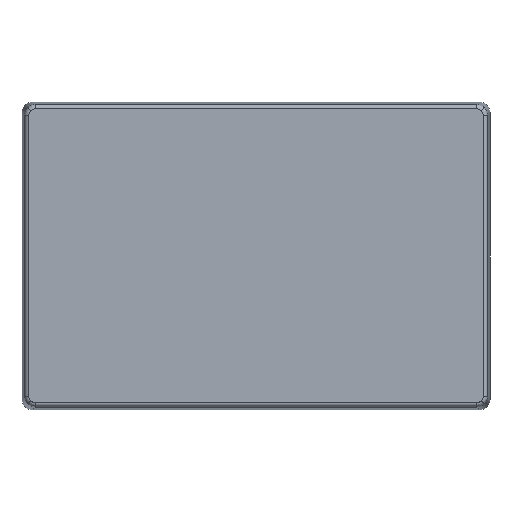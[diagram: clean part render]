
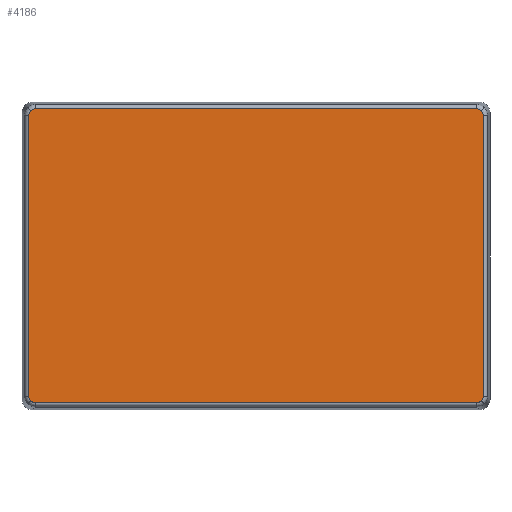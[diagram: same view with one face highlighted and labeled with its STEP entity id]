
A CAD part, top view. The second image highlights one B-rep face of the part: STEP entity #4186.
In plain terms, the highlighted planar face has unit normal (0, 0, 1).
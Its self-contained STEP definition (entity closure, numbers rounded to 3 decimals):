
#414 = VERTEX_POINT('',#415);
#415 = CARTESIAN_POINT('',(-106.838,68.838,51.));
#422 = EDGE_CURVE('',#423,#414,#425,.T.);
#423 = VERTEX_POINT('',#424);
#424 = CARTESIAN_POINT('',(-104.717,69.716,51.));
#425 = B_SPLINE_CURVE_WITH_KNOTS('',3,(#426,#427,#428,#429,#430,#431,
    #432),.UNSPECIFIED.,.F.,.F.,(4,3,4),(5.498,6.268,
    6.283),.UNSPECIFIED.);
#426 = CARTESIAN_POINT('',(-104.717,69.716,51.));
#427 = CARTESIAN_POINT('',(-105.467,69.716,51.));
#428 = CARTESIAN_POINT('',(-106.266,69.393,51.));
#429 = CARTESIAN_POINT('',(-106.806,68.87,51.));
#430 = CARTESIAN_POINT('',(-106.817,68.859,51.));
#431 = CARTESIAN_POINT('',(-106.827,68.849,51.));
#432 = CARTESIAN_POINT('',(-106.838,68.838,51.));
#508 = VERTEX_POINT('',#509);
#509 = CARTESIAN_POINT('',(-106.838,-68.838,51.));
#516 = EDGE_CURVE('',#517,#508,#519,.T.);
#517 = VERTEX_POINT('',#518);
#518 = CARTESIAN_POINT('',(-107.716,-66.717,51.));
#519 = B_SPLINE_CURVE_WITH_KNOTS('',3,(#520,#521,#522,#523,#524,#525,
    #526),.UNSPECIFIED.,.F.,.F.,(4,3,4),(5.498,6.268,
    6.283),.UNSPECIFIED.);
#520 = CARTESIAN_POINT('',(-107.716,-66.717,51.));
#521 = CARTESIAN_POINT('',(-107.716,-67.467,51.));
#522 = CARTESIAN_POINT('',(-107.393,-68.266,51.));
#523 = CARTESIAN_POINT('',(-106.87,-68.806,51.));
#524 = CARTESIAN_POINT('',(-106.859,-68.817,51.));
#525 = CARTESIAN_POINT('',(-106.849,-68.827,51.));
#526 = CARTESIAN_POINT('',(-106.838,-68.838,51.));
#602 = VERTEX_POINT('',#603);
#603 = CARTESIAN_POINT('',(106.838,68.838,51.));
#610 = EDGE_CURVE('',#611,#602,#613,.T.);
#611 = VERTEX_POINT('',#612);
#612 = CARTESIAN_POINT('',(107.716,66.717,51.));
#613 = B_SPLINE_CURVE_WITH_KNOTS('',3,(#614,#615,#616,#617,#618,#619,
    #620),.UNSPECIFIED.,.F.,.F.,(4,3,4),(5.498,6.268,
    6.283),.UNSPECIFIED.);
#614 = CARTESIAN_POINT('',(107.716,66.717,51.));
#615 = CARTESIAN_POINT('',(107.716,67.467,51.));
#616 = CARTESIAN_POINT('',(107.393,68.266,51.));
#617 = CARTESIAN_POINT('',(106.87,68.806,51.));
#618 = CARTESIAN_POINT('',(106.859,68.817,51.));
#619 = CARTESIAN_POINT('',(106.849,68.827,51.));
#620 = CARTESIAN_POINT('',(106.838,68.838,51.));
#696 = VERTEX_POINT('',#697);
#697 = CARTESIAN_POINT('',(106.838,-68.838,51.));
#704 = EDGE_CURVE('',#705,#696,#707,.T.);
#705 = VERTEX_POINT('',#706);
#706 = CARTESIAN_POINT('',(104.717,-69.716,51.));
#707 = B_SPLINE_CURVE_WITH_KNOTS('',3,(#708,#709,#710,#711,#712,#713,
    #714),.UNSPECIFIED.,.F.,.F.,(4,3,4),(5.498,6.268,
    6.283),.UNSPECIFIED.);
#708 = CARTESIAN_POINT('',(104.717,-69.716,51.));
#709 = CARTESIAN_POINT('',(105.467,-69.716,51.));
#710 = CARTESIAN_POINT('',(106.266,-69.393,51.));
#711 = CARTESIAN_POINT('',(106.806,-68.87,51.));
#712 = CARTESIAN_POINT('',(106.817,-68.859,51.));
#713 = CARTESIAN_POINT('',(106.827,-68.849,51.));
#714 = CARTESIAN_POINT('',(106.838,-68.838,51.));
#4186 = ADVANCED_FACE('',(#4187),#4265,.T.);
#4187 = FACE_BOUND('',#4188,.T.);
#4188 = EDGE_LOOP('',(#4189,#4197,#4198,#4210,#4216,#4217,#4229,#4235,
    #4236,#4248,#4254,#4255));
#4189 = ORIENTED_EDGE('',*,*,#4190,.T.);
#4190 = EDGE_CURVE('',#4191,#423,#4193,.T.);
#4191 = VERTEX_POINT('',#4192);
#4192 = CARTESIAN_POINT('',(104.717,69.716,51.));
#4193 = LINE('',#4194,#4195);
#4194 = CARTESIAN_POINT('',(104.717,69.716,51.));
#4195 = VECTOR('',#4196,1.);
#4196 = DIRECTION('',(-1.,0.,0.));
#4197 = ORIENTED_EDGE('',*,*,#422,.T.);
#4198 = ORIENTED_EDGE('',*,*,#4199,.T.);
#4199 = EDGE_CURVE('',#414,#4200,#4202,.T.);
#4200 = VERTEX_POINT('',#4201);
#4201 = CARTESIAN_POINT('',(-107.716,66.717,51.));
#4202 = B_SPLINE_CURVE_WITH_KNOTS('',3,(#4203,#4204,#4205,#4206,#4207,
    #4208,#4209),.UNSPECIFIED.,.F.,.F.,(4,3,4),(0.,0.769,
    0.785),.UNSPECIFIED.);
#4203 = CARTESIAN_POINT('',(-106.838,68.838,51.));
#4204 = CARTESIAN_POINT('',(-107.368,68.308,51.));
#4205 = CARTESIAN_POINT('',(-107.704,67.516,51.));
#4206 = CARTESIAN_POINT('',(-107.716,66.764,51.));
#4207 = CARTESIAN_POINT('',(-107.716,66.748,51.));
#4208 = CARTESIAN_POINT('',(-107.716,66.733,51.));
#4209 = CARTESIAN_POINT('',(-107.716,66.717,51.));
#4210 = ORIENTED_EDGE('',*,*,#4211,.T.);
#4211 = EDGE_CURVE('',#4200,#517,#4212,.T.);
#4212 = LINE('',#4213,#4214);
#4213 = CARTESIAN_POINT('',(-107.716,66.717,51.));
#4214 = VECTOR('',#4215,1.);
#4215 = DIRECTION('',(0.,-1.,0.));
#4216 = ORIENTED_EDGE('',*,*,#516,.T.);
#4217 = ORIENTED_EDGE('',*,*,#4218,.T.);
#4218 = EDGE_CURVE('',#508,#4219,#4221,.T.);
#4219 = VERTEX_POINT('',#4220);
#4220 = CARTESIAN_POINT('',(-104.717,-69.716,51.));
#4221 = B_SPLINE_CURVE_WITH_KNOTS('',3,(#4222,#4223,#4224,#4225,#4226,
    #4227,#4228),.UNSPECIFIED.,.F.,.F.,(4,3,4),(0.,0.769,
    0.785),.UNSPECIFIED.);
#4222 = CARTESIAN_POINT('',(-106.838,-68.838,51.));
#4223 = CARTESIAN_POINT('',(-106.308,-69.368,51.));
#4224 = CARTESIAN_POINT('',(-105.516,-69.704,51.));
#4225 = CARTESIAN_POINT('',(-104.764,-69.716,51.));
#4226 = CARTESIAN_POINT('',(-104.748,-69.716,51.));
#4227 = CARTESIAN_POINT('',(-104.733,-69.716,51.));
#4228 = CARTESIAN_POINT('',(-104.717,-69.716,51.));
#4229 = ORIENTED_EDGE('',*,*,#4230,.T.);
#4230 = EDGE_CURVE('',#4219,#705,#4231,.T.);
#4231 = LINE('',#4232,#4233);
#4232 = CARTESIAN_POINT('',(-104.717,-69.716,51.));
#4233 = VECTOR('',#4234,1.);
#4234 = DIRECTION('',(1.,0.,0.));
#4235 = ORIENTED_EDGE('',*,*,#704,.T.);
#4236 = ORIENTED_EDGE('',*,*,#4237,.T.);
#4237 = EDGE_CURVE('',#696,#4238,#4240,.T.);
#4238 = VERTEX_POINT('',#4239);
#4239 = CARTESIAN_POINT('',(107.716,-66.717,51.));
#4240 = B_SPLINE_CURVE_WITH_KNOTS('',3,(#4241,#4242,#4243,#4244,#4245,
    #4246,#4247),.UNSPECIFIED.,.F.,.F.,(4,3,4),(0.,0.769,
    0.785),.UNSPECIFIED.);
#4241 = CARTESIAN_POINT('',(106.838,-68.838,51.));
#4242 = CARTESIAN_POINT('',(107.368,-68.308,51.));
#4243 = CARTESIAN_POINT('',(107.704,-67.516,51.));
#4244 = CARTESIAN_POINT('',(107.716,-66.764,51.));
#4245 = CARTESIAN_POINT('',(107.716,-66.748,51.));
#4246 = CARTESIAN_POINT('',(107.716,-66.733,51.));
#4247 = CARTESIAN_POINT('',(107.716,-66.717,51.));
#4248 = ORIENTED_EDGE('',*,*,#4249,.T.);
#4249 = EDGE_CURVE('',#4238,#611,#4250,.T.);
#4250 = LINE('',#4251,#4252);
#4251 = CARTESIAN_POINT('',(107.716,-66.717,51.));
#4252 = VECTOR('',#4253,1.);
#4253 = DIRECTION('',(0.,1.,0.));
#4254 = ORIENTED_EDGE('',*,*,#610,.T.);
#4255 = ORIENTED_EDGE('',*,*,#4256,.T.);
#4256 = EDGE_CURVE('',#602,#4191,#4257,.T.);
#4257 = B_SPLINE_CURVE_WITH_KNOTS('',3,(#4258,#4259,#4260,#4261,#4262,
    #4263,#4264),.UNSPECIFIED.,.F.,.F.,(4,3,4),(0.,0.769,
    0.785),.UNSPECIFIED.);
#4258 = CARTESIAN_POINT('',(106.838,68.838,51.));
#4259 = CARTESIAN_POINT('',(106.308,69.368,51.));
#4260 = CARTESIAN_POINT('',(105.516,69.704,51.));
#4261 = CARTESIAN_POINT('',(104.764,69.716,51.));
#4262 = CARTESIAN_POINT('',(104.748,69.716,51.));
#4263 = CARTESIAN_POINT('',(104.733,69.716,51.));
#4264 = CARTESIAN_POINT('',(104.717,69.716,51.));
#4265 = PLANE('',#4266);
#4266 = AXIS2_PLACEMENT_3D('',#4267,#4268,#4269);
#4267 = CARTESIAN_POINT('',(-111.,-73.,51.));
#4268 = DIRECTION('',(0.,0.,1.));
#4269 = DIRECTION('',(1.,0.,-0.));
